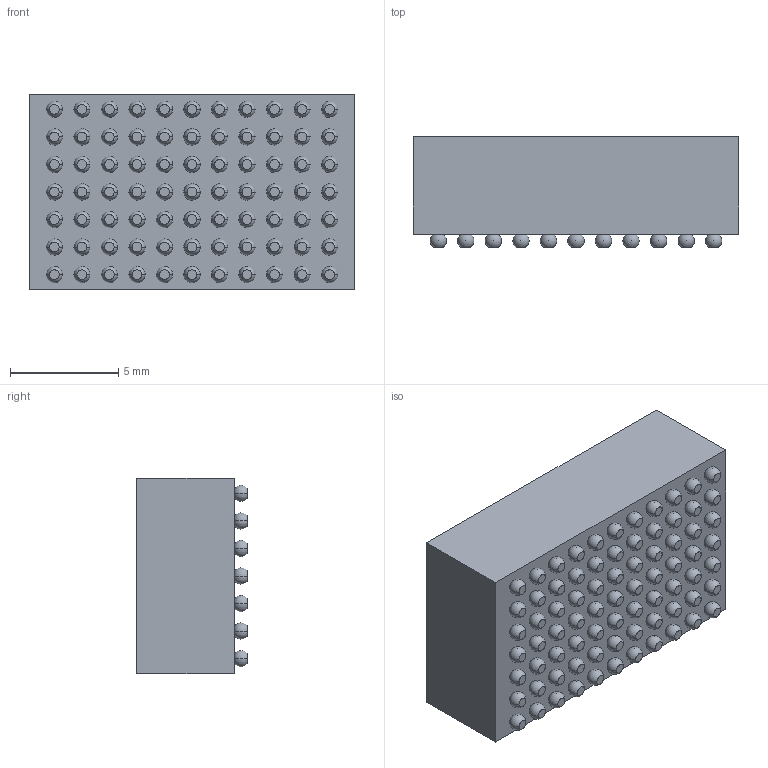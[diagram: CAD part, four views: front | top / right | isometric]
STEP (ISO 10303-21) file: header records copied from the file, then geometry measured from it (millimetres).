
FILE_DESCRIPTION (( 'STEP AP214' ), '1' );
FILE_NAME ('LTM4644.STEP', '2020-02-25T16:19:36', ( '' ), ( '' ), 'SwSTEP 2.0', 'SolidWorks 2019', '' );
FILE_SCHEMA (( 'AUTOMOTIVE_DESIGN' ));
Length unit declared in the file: millimetre
Products named in the file (3): LTM4644; LTM4644-Ball; LTM4644-Body
Assembly tree (97 placements, depth 2):
  LTM4644
    LTM4644-Body
    LTM4644-Ball  x96
Bounding box: 15 x 5.11 x 9 mm (x, y, z)
Volume: 628.8 mm3; surface area: 653 mm2
Topology: 97 solids, 97 shells, 393 faces, 1074 edges, 684 vertices
Faces by surface type: plane 199, sphere 192, cylinder 2
Entity records: 1209 total; most frequent: DIRECTION 260, CARTESIAN_POINT 153, AXIS2_PLACEMENT_3D 123, PRODUCT_DEFINITION_SHAPE 100, ITEM_DEFINED_TRANSFORMATION 97, CONTEXT_DEPENDENT_SHAPE_REPRESENTATION 97, NEXT_ASSEMBLY_USAGE_OCCURRENCE 97, ORIENTED_EDGE 48
